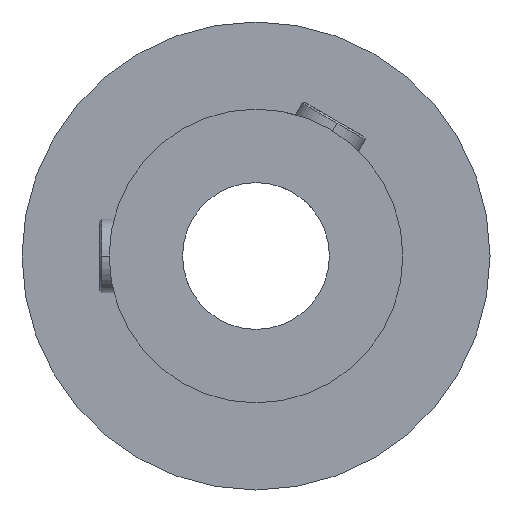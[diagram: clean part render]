
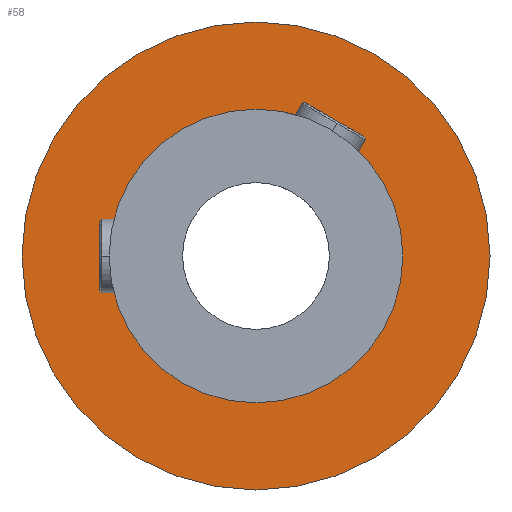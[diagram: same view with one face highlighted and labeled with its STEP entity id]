
A CAD part, left-side view. The second image highlights one B-rep face of the part: STEP entity #58.
In plain terms, the highlighted planar face has unit normal (-1, 0, 0).
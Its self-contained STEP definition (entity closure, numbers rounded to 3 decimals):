
#2 = CIRCLE ( 'NONE', #4603, 8. ) ;
#58 = ADVANCED_FACE ( 'NONE', ( #332, #4724 ), #2316, .F. ) ;
#181 = DIRECTION ( 'NONE',  ( 0., 0., 1. ) ) ;
#332 = FACE_BOUND ( 'NONE', #578, .T. ) ;
#347 = AXIS2_PLACEMENT_3D ( 'NONE', #4744, #3430, #427 ) ;
#364 = VERTEX_POINT ( 'NONE', #4716 ) ;
#427 = DIRECTION ( 'NONE',  ( 0., 0., 1. ) ) ;
#453 = ORIENTED_EDGE ( 'NONE', *, *, #3570, .F. ) ;
#484 = DIRECTION ( 'NONE',  ( 0., 0., 1. ) ) ;
#578 = EDGE_LOOP ( 'NONE', ( #5737, #453 ) ) ;
#721 = AXIS2_PLACEMENT_3D ( 'NONE', #2221, #4821, #7945 ) ;
#1202 = VERTEX_POINT ( 'NONE', #2182 ) ;
#1615 = EDGE_CURVE ( 'NONE', #4442, #364, #3898, .T. ) ;
#1711 = CARTESIAN_POINT ( 'NONE',  ( 6.9, 8., 0. ) ) ;
#1915 = EDGE_CURVE ( 'NONE', #1202, #6543, #5723, .T. ) ;
#2182 = CARTESIAN_POINT ( 'NONE',  ( 6.9, 0., -12.75 ) ) ;
#2221 = CARTESIAN_POINT ( 'NONE',  ( 6.9, 0., 0. ) ) ;
#2316 = PLANE ( 'NONE',  #4809 ) ;
#2437 = DIRECTION ( 'NONE',  ( 0., 0., -1. ) ) ;
#2769 = CARTESIAN_POINT ( 'NONE',  ( 6.9, 0., 12.75 ) ) ;
#3430 = DIRECTION ( 'NONE',  ( -1., 0., 0. ) ) ;
#3570 = EDGE_CURVE ( 'NONE', #364, #4442, #2, .T. ) ;
#3646 = DIRECTION ( 'NONE',  ( -1., 0., 0. ) ) ;
#3898 = CIRCLE ( 'NONE', #347, 8. ) ;
#3982 = ORIENTED_EDGE ( 'NONE', *, *, #5894, .T. ) ;
#4003 = DIRECTION ( 'NONE',  ( -1., 0., 0. ) ) ;
#4442 = VERTEX_POINT ( 'NONE', #8068 ) ;
#4603 = AXIS2_PLACEMENT_3D ( 'NONE', #6668, #3646, #484 ) ;
#4716 = CARTESIAN_POINT ( 'NONE',  ( 6.9, 0., -8. ) ) ;
#4724 = FACE_OUTER_BOUND ( 'NONE', #6455, .T. ) ;
#4744 = CARTESIAN_POINT ( 'NONE',  ( 6.9, 0., 0. ) ) ;
#4809 = AXIS2_PLACEMENT_3D ( 'NONE', #1711, #6193, #2437 ) ;
#4821 = DIRECTION ( 'NONE',  ( -1., 0., 0. ) ) ;
#5498 = ORIENTED_EDGE ( 'NONE', *, *, #1915, .T. ) ;
#5723 = CIRCLE ( 'NONE', #6776, 12.75 ) ;
#5737 = ORIENTED_EDGE ( 'NONE', *, *, #1615, .F. ) ;
#5894 = EDGE_CURVE ( 'NONE', #6543, #1202, #7162, .T. ) ;
#6193 = DIRECTION ( 'NONE',  ( 1., 0., 0. ) ) ;
#6455 = EDGE_LOOP ( 'NONE', ( #3982, #5498 ) ) ;
#6543 = VERTEX_POINT ( 'NONE', #2769 ) ;
#6668 = CARTESIAN_POINT ( 'NONE',  ( 6.9, 0., 0. ) ) ;
#6776 = AXIS2_PLACEMENT_3D ( 'NONE', #7621, #4003, #181 ) ;
#7162 = CIRCLE ( 'NONE', #721, 12.75 ) ;
#7621 = CARTESIAN_POINT ( 'NONE',  ( 6.9, 0., 0. ) ) ;
#7945 = DIRECTION ( 'NONE',  ( 0., 0., 1. ) ) ;
#8068 = CARTESIAN_POINT ( 'NONE',  ( 6.9, 0., 8. ) ) ;
